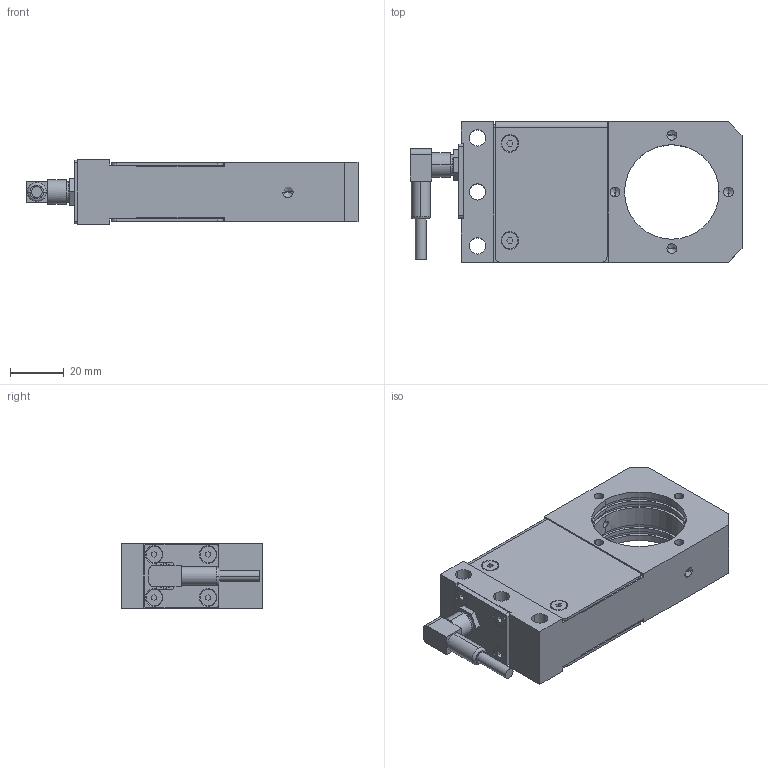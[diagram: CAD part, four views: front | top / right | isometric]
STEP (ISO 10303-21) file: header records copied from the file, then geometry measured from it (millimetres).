
FILE_DESCRIPTION((''),'2;1');
FILE_NAME('080730.3c.stp','2012-06-06T12:02:18',(''),(''),'Mechanical Desktop 2009','Mechanical Desktop 2009',', , ');
FILE_SCHEMA(('CONFIG_CONTROL_DESIGN'));
Length unit declared in the file: millimetre
Products named in the file (17): F0807303C; F0807304A; F0807304; F0807305; F0807305A; SENKSCHRAUBE_I-6KT_M3X6; SENKSCHRAUBE_I-6KT_M3X6A; ZYLSTIFT6X20A; ZYLSTIFT6X20; MINIATUR_RUNDSTECKER_RSMF_4A; MINIATUR_RUNDSTECKER_RSMF_4; F0908117; F0908117A; KABELDOSE_WINKEL_4_POL_M8A; KABELDOSE_WINKEL_4_POL_M8; KABEL; RM_SDB
Assembly tree (25 placements, depth 3):
  F0807303C
    F0807304A
      F0807304
    F0807305
      F0807305A
    SENKSCHRAUBE_I-6KT_M3X6  x8
      SENKSCHRAUBE_I-6KT_M3X6A
    ZYLSTIFT6X20A
      ZYLSTIFT6X20
    MINIATUR_RUNDSTECKER_RSMF_4A
      MINIATUR_RUNDSTECKER_RSMF_4
    F0908117
      F0908117A
    KABELDOSE_WINKEL_4_POL_M8A
      KABELDOSE_WINKEL_4_POL_M8
    KABEL
    RM_SDB  x3
Bounding box: 123 x 52 x 24 mm (x, y, z)
Volume: 80557.8 mm3; surface area: 39969.4 mm2
Topology: 15 solids, 16 shells, 467 faces, 1098 edges, 671 vertices
Faces by surface type: plane 180, cylinder 170, cone 103, bspline 12, torus 2
Entity records: 11017 total; most frequent: CARTESIAN_POINT 2342, DIRECTION 1884, ORIENTED_EDGE 1628, EDGE_CURVE 814, AXIS2_PLACEMENT_3D 717, VERTEX_POINT 517, VECTOR 450, LINE 450
